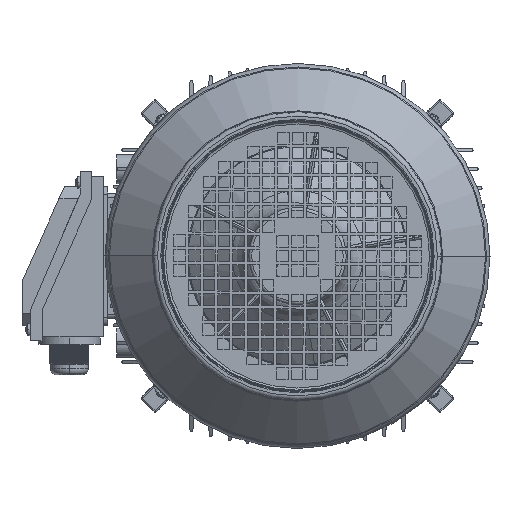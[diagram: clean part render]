
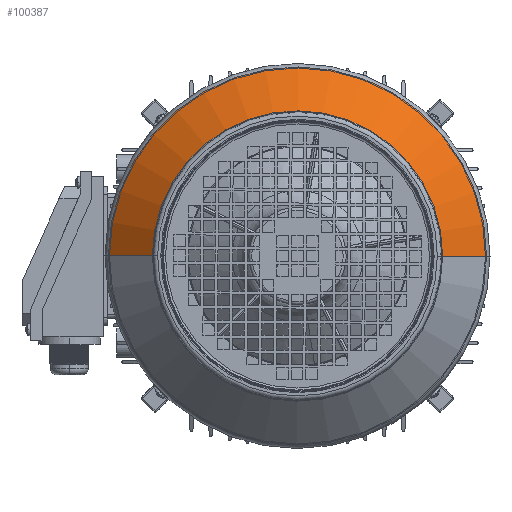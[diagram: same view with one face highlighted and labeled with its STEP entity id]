
A CAD part, left-side view. The second image highlights one B-rep face of the part: STEP entity #100387.
In plain terms, the highlighted conical face has half-angle 45 degrees and reference radius 98.586 mm.
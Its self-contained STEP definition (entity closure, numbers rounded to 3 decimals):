
#24 = VERTEX_POINT ( 'NONE', #102326 ) ;
#25 = VERTEX_POINT ( 'NONE', #102325 ) ;
#81 = EDGE_CURVE ( 'NONE', #25, #144373, #102452, .T. ) ;
#88 = EDGE_CURVE ( 'NONE', #24, #144369, #102448, .T. ) ;
#82492 = DIRECTION ( 'NONE',  ( 0., 0., 1. ) ) ;
#82493 = DIRECTION ( 'NONE',  ( -1., 0., 0. ) ) ;
#82494 = AXIS2_PLACEMENT_3D ( 'NONE', #82497, #82493, #82492 ) ;
#82495 = CONICAL_SURFACE ( 'NONE', #82494, 98.586, 0.785 ) ;
#82497 = CARTESIAN_POINT ( 'NONE',  ( 109.414, 0., 0. ) ) ;
#82498 = FACE_OUTER_BOUND ( 'NONE', #100393, .T. ) ;
#82630 = DIRECTION ( 'NONE',  ( 0., 0., 1. ) ) ;
#82631 = DIRECTION ( 'NONE',  ( -1., 0., 0. ) ) ;
#82632 = CARTESIAN_POINT ( 'NONE',  ( 79.593, 0., 0. ) ) ;
#82633 = AXIS2_PLACEMENT_3D ( 'NONE', #82632, #82631, #82630 ) ;
#82634 = CIRCLE ( 'NONE', #82633, 128.407 ) ;
#97590 = CARTESIAN_POINT ( 'NONE',  ( 79.593, 0., -128.407 ) ) ;
#97592 = CARTESIAN_POINT ( 'NONE',  ( 79.593, 0., 128.407 ) ) ;
#97651 = DIRECTION ( 'NONE',  ( 0., 0., 1. ) ) ;
#97653 = DIRECTION ( 'NONE',  ( -1., 0., 0. ) ) ;
#97655 = CARTESIAN_POINT ( 'NONE',  ( 109.414, 0., 0. ) ) ;
#97656 = AXIS2_PLACEMENT_3D ( 'NONE', #97655, #97653, #97651 ) ;
#97657 = CIRCLE ( 'NONE', #97656, 98.586 ) ;
#100387 = ADVANCED_FACE ( 'NONE', ( #82498 ), #82495, .T. ) ;
#100393 = EDGE_LOOP ( 'NONE', ( #100395, #100396, #100397, #100489 ) ) ;
#100395 = ORIENTED_EDGE ( 'NONE', *, *, #81, .F. ) ;
#100396 = ORIENTED_EDGE ( 'NONE', *, *, #144345, .T. ) ;
#100397 = ORIENTED_EDGE ( 'NONE', *, *, #88, .T. ) ;
#100489 = ORIENTED_EDGE ( 'NONE', *, *, #100490, .F. ) ;
#100490 = EDGE_CURVE ( 'NONE', #144373, #144369, #82634, .T. ) ;
#102325 = CARTESIAN_POINT ( 'NONE',  ( 109.414, 0., -98.586 ) ) ;
#102326 = CARTESIAN_POINT ( 'NONE',  ( 109.414, 0., 98.586 ) ) ;
#102445 = DIRECTION ( 'NONE',  ( -0.707, 0., 0.707 ) ) ;
#102446 = VECTOR ( 'NONE', #102445, 1000. ) ;
#102447 = CARTESIAN_POINT ( 'NONE',  ( 109.414, 0., 98.586 ) ) ;
#102448 = LINE ( 'NONE', #102447, #102446 ) ;
#102449 = DIRECTION ( 'NONE',  ( -0.707, 0., -0.707 ) ) ;
#102450 = VECTOR ( 'NONE', #102449, 1000. ) ;
#102451 = CARTESIAN_POINT ( 'NONE',  ( 109.414, 0., -98.586 ) ) ;
#102452 = LINE ( 'NONE', #102451, #102450 ) ;
#144345 = EDGE_CURVE ( 'NONE', #25, #24, #97657, .T. ) ;
#144369 = VERTEX_POINT ( 'NONE', #97592 ) ;
#144373 = VERTEX_POINT ( 'NONE', #97590 ) ;
